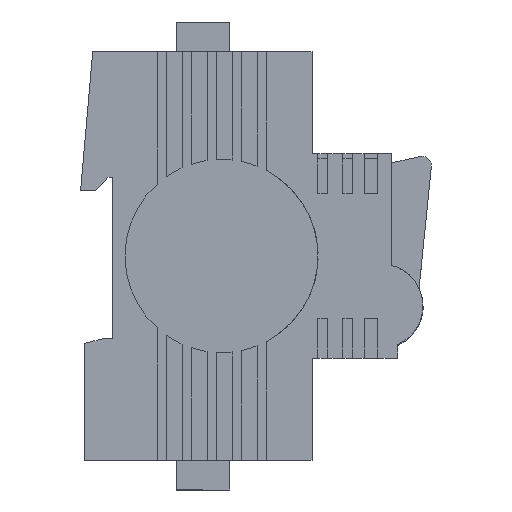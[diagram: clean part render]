
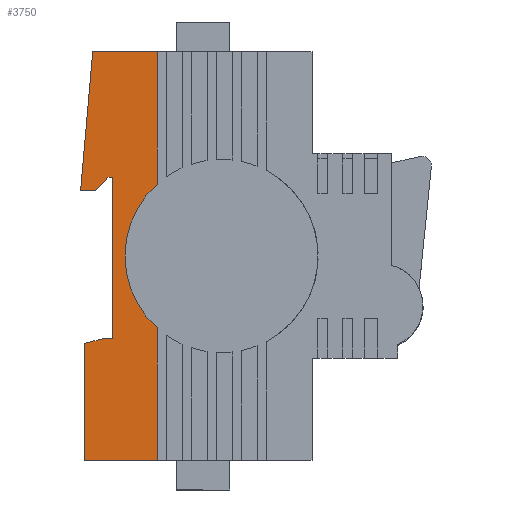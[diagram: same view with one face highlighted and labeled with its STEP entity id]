
A CAD part, left-side view. The second image highlights one B-rep face of the part: STEP entity #3750.
In plain terms, the highlighted face is planar.
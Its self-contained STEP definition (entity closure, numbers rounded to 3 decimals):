
#2845=AXIS2_PLACEMENT_3D('Plane Axis2P3D',#2842,#2843,#2844) ;
#3717=AXIS2_PLACEMENT_3D('Circle Axis2P3D',#3715,#3716,$) ;
#3724=AXIS2_PLACEMENT_3D('Circle Axis2P3D',#3722,#3723,$) ;
#1475=CARTESIAN_POINT('Vertex',(9.8,-26.8,-45.)) ;
#1478=CARTESIAN_POINT('Line Origine',(1.816,-26.8,-45.)) ;
#1482=CARTESIAN_POINT('Vertex',(-6.168,-26.8,-45.)) ;
#2842=CARTESIAN_POINT('Axis2P3D Location',(0.,-26.8,0.)) ;
#3637=CARTESIAN_POINT('Vertex',(9.8,-26.8,-15.809)) ;
#3640=CARTESIAN_POINT('Line Origine',(9.8,-26.8,-30.404)) ;
#3652=CARTESIAN_POINT('Line Origine',(2.723,-26.8,45.)) ;
#3656=CARTESIAN_POINT('Vertex',(9.8,-26.8,45.)) ;
#3658=CARTESIAN_POINT('Vertex',(-4.354,-26.8,45.)) ;
#3661=CARTESIAN_POINT('Line Origine',(-5.694,-26.8,29.693)) ;
#3665=CARTESIAN_POINT('Vertex',(-7.033,-26.8,14.387)) ;
#3668=CARTESIAN_POINT('Line Origine',(-5.345,-26.8,14.387)) ;
#3672=CARTESIAN_POINT('Vertex',(-3.658,-26.8,14.387)) ;
#3675=CARTESIAN_POINT('Line Origine',(-2.337,-26.8,15.887)) ;
#3679=CARTESIAN_POINT('Vertex',(-1.017,-26.8,17.387)) ;
#3682=CARTESIAN_POINT('Line Origine',(-0.508,-26.8,17.387)) ;
#3686=CARTESIAN_POINT('Vertex',(0.,-26.8,17.387)) ;
#3689=CARTESIAN_POINT('Line Origine',(0.,-26.8,-0.35)) ;
#3693=CARTESIAN_POINT('Vertex',(0.,-26.8,-18.087)) ;
#3696=CARTESIAN_POINT('Line Origine',(-0.898,-26.8,-18.087)) ;
#3700=CARTESIAN_POINT('Vertex',(-1.795,-26.8,-18.087)) ;
#3703=CARTESIAN_POINT('Line Origine',(-3.982,-26.8,-18.673)) ;
#3707=CARTESIAN_POINT('Vertex',(-6.168,-26.8,-19.258)) ;
#3710=CARTESIAN_POINT('Line Origine',(-6.168,-26.8,-32.129)) ;
#3715=CARTESIAN_POINT('Axis2P3D Location',(24.,-26.8,0.)) ;
#3719=CARTESIAN_POINT('Vertex',(2.75,-26.8,0.)) ;
#3722=CARTESIAN_POINT('Axis2P3D Location',(24.,-26.8,0.)) ;
#3726=CARTESIAN_POINT('Vertex',(9.8,-26.8,15.809)) ;
#3729=CARTESIAN_POINT('Line Origine',(9.8,-26.8,30.404)) ;
#1479=DIRECTION('Vector Direction',(1.,0.,0.)) ;
#2843=DIRECTION('Axis2P3D Direction',(0.,-1.,0.)) ;
#2844=DIRECTION('Axis2P3D XDirection',(0.,0.,1.)) ;
#3641=DIRECTION('Vector Direction',(0.,0.,1.)) ;
#3653=DIRECTION('Vector Direction',(-1.,0.,0.)) ;
#3662=DIRECTION('Vector Direction',(-0.087,0.,-0.996)) ;
#3669=DIRECTION('Vector Direction',(1.,0.,0.)) ;
#3676=DIRECTION('Vector Direction',(0.661,0.,0.751)) ;
#3683=DIRECTION('Vector Direction',(1.,0.,0.)) ;
#3690=DIRECTION('Vector Direction',(0.,0.,-1.)) ;
#3697=DIRECTION('Vector Direction',(-1.,0.,0.)) ;
#3704=DIRECTION('Vector Direction',(-0.966,0.,-0.259)) ;
#3711=DIRECTION('Vector Direction',(0.,0.,-1.)) ;
#3716=DIRECTION('Axis2P3D Direction',(0.,-1.,0.)) ;
#3723=DIRECTION('Axis2P3D Direction',(0.,-1.,0.)) ;
#3730=DIRECTION('Vector Direction',(0.,0.,-1.)) ;
#1480=VECTOR('Line Direction',#1479,1.) ;
#3642=VECTOR('Line Direction',#3641,1.) ;
#3654=VECTOR('Line Direction',#3653,1.) ;
#3663=VECTOR('Line Direction',#3662,1.) ;
#3670=VECTOR('Line Direction',#3669,1.) ;
#3677=VECTOR('Line Direction',#3676,1.) ;
#3684=VECTOR('Line Direction',#3683,1.) ;
#3691=VECTOR('Line Direction',#3690,1.) ;
#3698=VECTOR('Line Direction',#3697,1.) ;
#3705=VECTOR('Line Direction',#3704,1.) ;
#3712=VECTOR('Line Direction',#3711,1.) ;
#3731=VECTOR('Line Direction',#3730,1.) ;
#3735=ORIENTED_EDGE('',*,*,#3660,.T.) ;
#3736=ORIENTED_EDGE('',*,*,#3667,.T.) ;
#3737=ORIENTED_EDGE('',*,*,#3674,.T.) ;
#3738=ORIENTED_EDGE('',*,*,#3681,.T.) ;
#3739=ORIENTED_EDGE('',*,*,#3688,.T.) ;
#3740=ORIENTED_EDGE('',*,*,#3695,.T.) ;
#3741=ORIENTED_EDGE('',*,*,#3702,.T.) ;
#3742=ORIENTED_EDGE('',*,*,#3709,.T.) ;
#3743=ORIENTED_EDGE('',*,*,#3714,.T.) ;
#3744=ORIENTED_EDGE('',*,*,#1484,.T.) ;
#3745=ORIENTED_EDGE('',*,*,#3644,.T.) ;
#3746=ORIENTED_EDGE('',*,*,#3721,.F.) ;
#3747=ORIENTED_EDGE('',*,*,#3728,.F.) ;
#3748=ORIENTED_EDGE('',*,*,#3733,.F.) ;
#3750=ADVANCED_FACE('Hauptk\X2\00F6\X0\rper',(#3749),#2846,.T.) ;
#3718=CIRCLE('generated circle',#3717,21.25) ;
#3725=CIRCLE('generated circle',#3724,21.25) ;
#1484=EDGE_CURVE('',#1483,#1476,#1481,.T.) ;
#3644=EDGE_CURVE('',#1476,#3638,#3643,.T.) ;
#3660=EDGE_CURVE('',#3657,#3659,#3655,.T.) ;
#3667=EDGE_CURVE('',#3659,#3666,#3664,.T.) ;
#3674=EDGE_CURVE('',#3666,#3673,#3671,.T.) ;
#3681=EDGE_CURVE('',#3673,#3680,#3678,.T.) ;
#3688=EDGE_CURVE('',#3680,#3687,#3685,.T.) ;
#3695=EDGE_CURVE('',#3687,#3694,#3692,.T.) ;
#3702=EDGE_CURVE('',#3694,#3701,#3699,.T.) ;
#3709=EDGE_CURVE('',#3701,#3708,#3706,.T.) ;
#3714=EDGE_CURVE('',#3708,#1483,#3713,.T.) ;
#3721=EDGE_CURVE('',#3720,#3638,#3718,.T.) ;
#3728=EDGE_CURVE('',#3727,#3720,#3725,.T.) ;
#3733=EDGE_CURVE('',#3657,#3727,#3732,.T.) ;
#3734=EDGE_LOOP('',(#3735,#3736,#3737,#3738,#3739,#3740,#3741,#3742,#3743,#3744,#3745,#3746,#3747,#3748)) ;
#3749=FACE_OUTER_BOUND('',#3734,.T.) ;
#1481=LINE('Line',#1478,#1480) ;
#3643=LINE('Line',#3640,#3642) ;
#3655=LINE('Line',#3652,#3654) ;
#3664=LINE('Line',#3661,#3663) ;
#3671=LINE('Line',#3668,#3670) ;
#3678=LINE('Line',#3675,#3677) ;
#3685=LINE('Line',#3682,#3684) ;
#3692=LINE('Line',#3689,#3691) ;
#3699=LINE('Line',#3696,#3698) ;
#3706=LINE('Line',#3703,#3705) ;
#3713=LINE('Line',#3710,#3712) ;
#3732=LINE('Line',#3729,#3731) ;
#2846=PLANE('',#2845) ;
#1476=VERTEX_POINT('',#1475) ;
#1483=VERTEX_POINT('',#1482) ;
#3638=VERTEX_POINT('',#3637) ;
#3657=VERTEX_POINT('',#3656) ;
#3659=VERTEX_POINT('',#3658) ;
#3666=VERTEX_POINT('',#3665) ;
#3673=VERTEX_POINT('',#3672) ;
#3680=VERTEX_POINT('',#3679) ;
#3687=VERTEX_POINT('',#3686) ;
#3694=VERTEX_POINT('',#3693) ;
#3701=VERTEX_POINT('',#3700) ;
#3708=VERTEX_POINT('',#3707) ;
#3720=VERTEX_POINT('',#3719) ;
#3727=VERTEX_POINT('',#3726) ;
